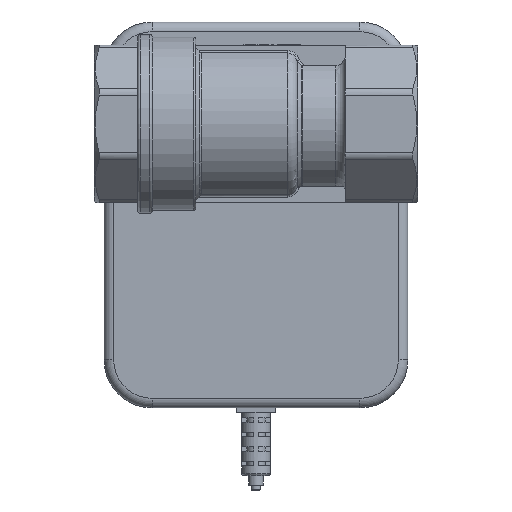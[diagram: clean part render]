
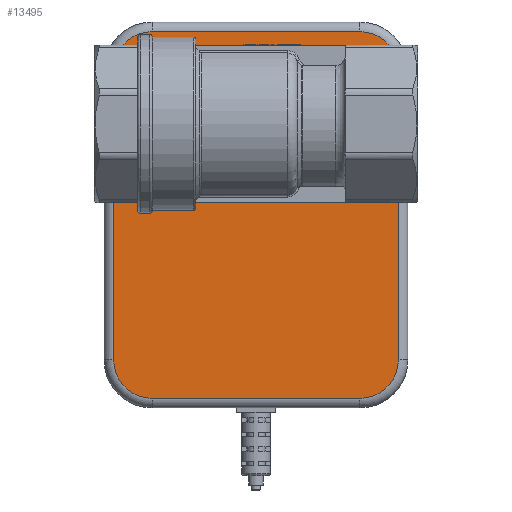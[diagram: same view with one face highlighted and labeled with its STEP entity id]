
A CAD part, front view. The second image highlights one B-rep face of the part: STEP entity #13495.
In plain terms, the highlighted planar face has unit normal (0, -1, 0).
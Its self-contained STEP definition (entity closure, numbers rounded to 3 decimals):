
#290=FACE_BOUND('',#4332,.T.);
#1258=LINE('',#21353,#2452);
#1259=LINE('',#21361,#2453);
#1260=LINE('',#21370,#2454);
#1262=LINE('',#21379,#2456);
#2452=VECTOR('',#17182,10.);
#2453=VECTOR('',#17193,10.);
#2454=VECTOR('',#17206,10.);
#2456=VECTOR('',#17218,10.);
#3032=PLANE('',#14527);
#3623=FACE_OUTER_BOUND('',#4331,.T.);
#4331=EDGE_LOOP('',(#11218,#11219,#11220,#11221,#11222,#11223,#11224,#11225));
#4332=EDGE_LOOP('',(#11226));
#4941=CIRCLE('',#14299,10.);
#5039=CIRCLE('',#14505,8.);
#5043=CIRCLE('',#14511,8.);
#5047=CIRCLE('',#14517,8.);
#5051=CIRCLE('',#14523,8.);
#5915=VERTEX_POINT('',#20786);
#6096=VERTEX_POINT('',#21345);
#6097=VERTEX_POINT('',#21347);
#6098=VERTEX_POINT('',#21351);
#6099=VERTEX_POINT('',#21355);
#6100=VERTEX_POINT('',#21359);
#6101=VERTEX_POINT('',#21363);
#6102=VERTEX_POINT('',#21368);
#6103=VERTEX_POINT('',#21372);
#7574=EDGE_CURVE('',#5915,#5915,#4941,.T.);
#7844=EDGE_CURVE('',#6096,#6097,#5039,.T.);
#7847=EDGE_CURVE('',#6097,#6098,#1258,.T.);
#7849=EDGE_CURVE('',#6098,#6099,#5043,.T.);
#7851=EDGE_CURVE('',#6099,#6100,#1259,.T.);
#7854=EDGE_CURVE('',#6100,#6101,#5047,.T.);
#7856=EDGE_CURVE('',#6101,#6102,#1260,.T.);
#7859=EDGE_CURVE('',#6102,#6103,#5051,.T.);
#7861=EDGE_CURVE('',#6103,#6096,#1262,.T.);
#11218=ORIENTED_EDGE('',*,*,#7844,.F.);
#11219=ORIENTED_EDGE('',*,*,#7861,.F.);
#11220=ORIENTED_EDGE('',*,*,#7859,.F.);
#11221=ORIENTED_EDGE('',*,*,#7856,.F.);
#11222=ORIENTED_EDGE('',*,*,#7854,.F.);
#11223=ORIENTED_EDGE('',*,*,#7851,.F.);
#11224=ORIENTED_EDGE('',*,*,#7849,.F.);
#11225=ORIENTED_EDGE('',*,*,#7847,.F.);
#11226=ORIENTED_EDGE('',*,*,#7574,.T.);
#13495=ADVANCED_FACE('',(#3623,#290),#3032,.F.);
#14299=AXIS2_PLACEMENT_3D('',#20788,#16590,#16591);
#14505=AXIS2_PLACEMENT_3D('',#21348,#17174,#17175);
#14511=AXIS2_PLACEMENT_3D('',#21357,#17187,#17188);
#14517=AXIS2_PLACEMENT_3D('',#21366,#17200,#17201);
#14523=AXIS2_PLACEMENT_3D('',#21376,#17213,#17214);
#14527=AXIS2_PLACEMENT_3D('',#21383,#17224,#17225);
#16590=DIRECTION('center_axis',(0.,1.,0.));
#16591=DIRECTION('ref_axis',(1.,0.,0.));
#17174=DIRECTION('center_axis',(0.,1.,0.));
#17175=DIRECTION('ref_axis',(0.707,0.,-0.707));
#17182=DIRECTION('',(-1.,0.,0.));
#17187=DIRECTION('center_axis',(0.,1.,0.));
#17188=DIRECTION('ref_axis',(-0.707,0.,-0.707));
#17193=DIRECTION('',(0.,0.,1.));
#17200=DIRECTION('center_axis',(0.,1.,0.));
#17201=DIRECTION('ref_axis',(-0.707,0.,0.707));
#17206=DIRECTION('',(1.,0.,0.));
#17213=DIRECTION('center_axis',(0.,1.,0.));
#17214=DIRECTION('ref_axis',(0.707,0.,0.707));
#17218=DIRECTION('',(0.,0.,-1.));
#17224=DIRECTION('center_axis',(0.,1.,0.));
#17225=DIRECTION('ref_axis',(0.,0.,1.));
#20786=CARTESIAN_POINT('',(-10.,0.,-18.883));
#20788=CARTESIAN_POINT('Origin',(0.,0.,-18.883));
#21345=CARTESIAN_POINT('',(29.5,0.,-30.));
#21347=CARTESIAN_POINT('',(21.5,0.,-38.));
#21348=CARTESIAN_POINT('Origin',(21.5,0.,-30.));
#21351=CARTESIAN_POINT('',(-21.5,0.,-38.));
#21353=CARTESIAN_POINT('',(10.75,0.,-38.));
#21355=CARTESIAN_POINT('',(-29.5,0.,-30.));
#21357=CARTESIAN_POINT('Origin',(-21.5,0.,-30.));
#21359=CARTESIAN_POINT('',(-29.5,0.,30.));
#21361=CARTESIAN_POINT('',(-29.5,0.,-15.));
#21363=CARTESIAN_POINT('',(-21.5,0.,38.));
#21366=CARTESIAN_POINT('Origin',(-21.5,0.,30.));
#21368=CARTESIAN_POINT('',(21.5,0.,38.));
#21370=CARTESIAN_POINT('',(-10.75,0.,38.));
#21372=CARTESIAN_POINT('',(29.5,0.,30.));
#21376=CARTESIAN_POINT('Origin',(21.5,0.,30.));
#21379=CARTESIAN_POINT('',(29.5,0.,15.));
#21383=CARTESIAN_POINT('Origin',(0.,0.,0.));
